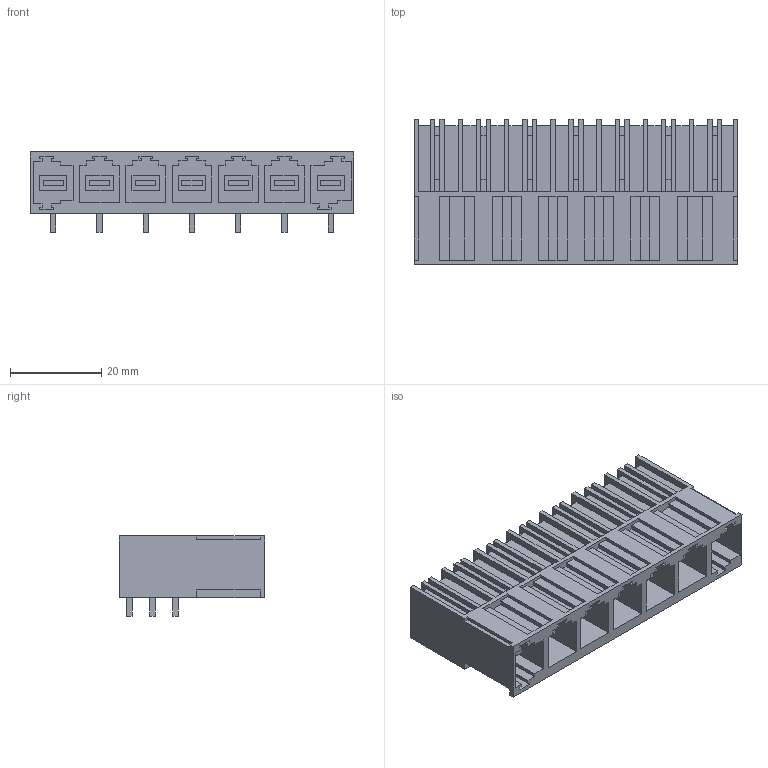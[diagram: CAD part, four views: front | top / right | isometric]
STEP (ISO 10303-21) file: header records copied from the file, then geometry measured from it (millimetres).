
FILE_DESCRIPTION(('CATIA V5 STEP Exchange','CAx-IF Rec.Pracs.--- Model Styling and Organization---1.2---2011-12-15'),'2;1');
FILE_NAME ('D1461670_0_2054890000_2054890000.stp','2018-03-07T11:10:01+00:00',('none'),('Weidmueller'),'CATIA Version 5-6 Release 2014','CATIA V5 STEP AP214','none');
FILE_SCHEMA(('AUTOMOTIVE_DESIGN { 1 0 10303 214 1 1 1 1 }'));
Length unit declared in the file: millimetre
Products named in the file (1): 2054890000
Bounding box: 71.12 x 32 x 17.6 mm (x, y, z)
Volume: 16917 mm3; surface area: 20507.1 mm2
Topology: 8 solids, 8 shells, 745 faces, 2254 edges, 1540 vertices
Faces by surface type: plane 721, cylinder 24
Entity records: 24122 total; most frequent: ORIENTED_EDGE 4508, CARTESIAN_POINT 4396, DIRECTION 3099, EDGE_CURVE 2254, VECTOR 2182, LINE 2182, VERTEX_POINT 1540, EDGE_LOOP 786
